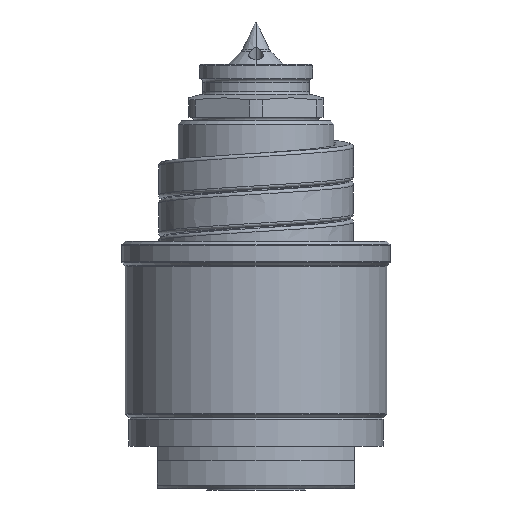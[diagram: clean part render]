
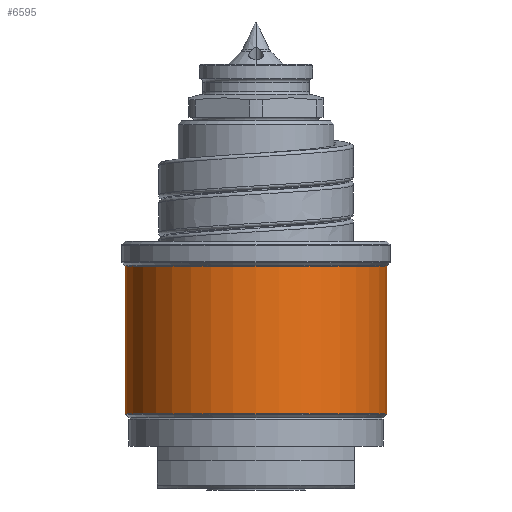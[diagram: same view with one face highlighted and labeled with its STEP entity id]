
A CAD part, front view. The second image highlights one B-rep face of the part: STEP entity #6595.
In plain terms, the highlighted cylindrical face has radius 18.5 mm (diameter 37 mm), a partial arc.
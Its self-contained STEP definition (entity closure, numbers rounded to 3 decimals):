
#643=CARTESIAN_POINT('',(0.,0.,10.583));
#644=DIRECTION('',(0.,0.,1.));
#645=DIRECTION('',(-1.,0.,0.));
#646=AXIS2_PLACEMENT_3D('',#643,#644,#645);
#648=DIRECTION('',(0.,0.,-1.));
#649=VECTOR('',#648,20.834);
#650=CARTESIAN_POINT('',(-18.5,0.,31.417));
#651=LINE('',#650,#649);
#652=CARTESIAN_POINT('',(0.,0.,31.417));
#653=DIRECTION('',(0.,0.,1.));
#654=DIRECTION('',(-1.,0.,0.));
#655=AXIS2_PLACEMENT_3D('',#652,#653,#654);
#657=DIRECTION('',(0.,0.,-1.));
#658=VECTOR('',#657,20.834);
#659=CARTESIAN_POINT('',(18.5,0.,31.417));
#660=LINE('',#659,#658);
#5368=CARTESIAN_POINT('',(18.5,0.,31.417));
#5369=CARTESIAN_POINT('',(-18.5,0.,31.417));
#5370=VERTEX_POINT('',#5368);
#5371=VERTEX_POINT('',#5369);
#5394=CARTESIAN_POINT('',(18.5,0.,10.583));
#5395=VERTEX_POINT('',#5394);
#5396=CARTESIAN_POINT('',(-18.5,0.,10.583));
#5397=VERTEX_POINT('',#5396);
#6581=CARTESIAN_POINT('',(0.,0.,8.75));
#6582=DIRECTION('',(0.,0.,1.));
#6583=DIRECTION('',(-1.,0.,0.));
#6584=AXIS2_PLACEMENT_3D('',#6581,#6582,#6583);
#6585=CYLINDRICAL_SURFACE('',#6584,18.5);
#6587=ORIENTED_EDGE('',*,*,#6586,.F.);
#6589=ORIENTED_EDGE('',*,*,#6588,.F.);
#6590=ORIENTED_EDGE('',*,*,#6571,.T.);
#6592=ORIENTED_EDGE('',*,*,#6591,.T.);
#6593=EDGE_LOOP('',(#6587,#6589,#6590,#6592));
#6594=FACE_OUTER_BOUND('',#6593,.F.);
#647=CIRCLE('',#646,18.5);
#656=CIRCLE('',#655,18.5);
#6571=EDGE_CURVE('',#5371,#5370,#656,.T.);
#6586=EDGE_CURVE('',#5397,#5395,#647,.T.);
#6588=EDGE_CURVE('',#5371,#5397,#651,.T.);
#6591=EDGE_CURVE('',#5370,#5395,#660,.T.);
#6595=ADVANCED_FACE('',(#6594),#6585,.T.);
